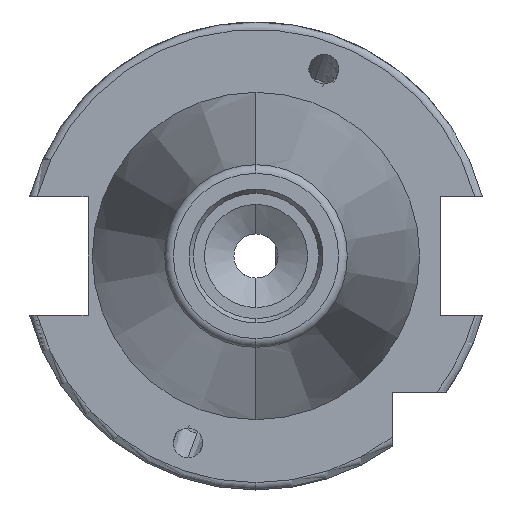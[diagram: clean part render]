
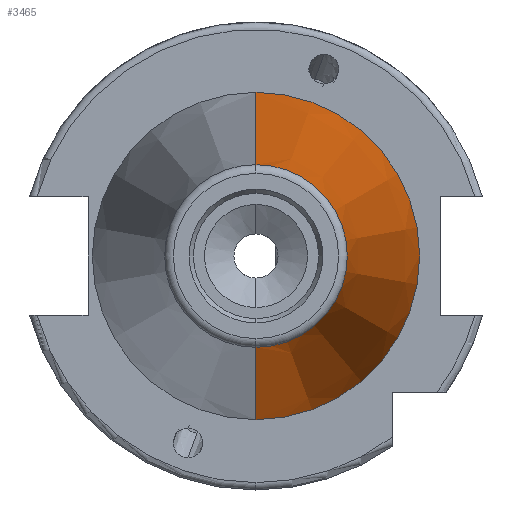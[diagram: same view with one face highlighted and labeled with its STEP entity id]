
A CAD part, left-side view. The second image highlights one B-rep face of the part: STEP entity #3465.
In plain terms, the highlighted conical face has half-angle 8.297 degrees and reference radius 22.225 mm.
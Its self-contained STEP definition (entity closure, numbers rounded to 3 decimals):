
#303 = DIRECTION ( 'NONE',  ( 0.99, 0., -0.144 ) ) ;
#304 = VECTOR ( 'NONE', #303, 1000. ) ;
#475 = CARTESIAN_POINT ( 'NONE',  ( 0., 0., -22.225 ) ) ;
#476 = LINE ( 'NONE', #475, #304 ) ;
#477 = DIRECTION ( 'NONE',  ( 1., 0., 0. ) ) ;
#478 = AXIS2_PLACEMENT_3D ( 'NONE', #479, #477, #529 ) ;
#479 = CARTESIAN_POINT ( 'NONE',  ( 0., 0., 0. ) ) ;
#480 = CONICAL_SURFACE ( 'NONE', #478, 22.225, 0.145 ) ;
#481 = DIRECTION ( 'NONE',  ( 0., 0., -1. ) ) ;
#482 = DIRECTION ( 'NONE',  ( -1., 0., 0. ) ) ;
#483 = CARTESIAN_POINT ( 'NONE',  ( -67.373, 0., 0. ) ) ;
#484 = AXIS2_PLACEMENT_3D ( 'NONE', #483, #482, #481 ) ;
#493 = CARTESIAN_POINT ( 'NONE',  ( 0., 0., 22.225 ) ) ;
#525 = CIRCLE ( 'NONE', #484, 12.4 ) ;
#526 = FACE_OUTER_BOUND ( 'NONE', #3530, .T. ) ;
#529 = DIRECTION ( 'NONE',  ( 0., 0., 1. ) ) ;
#531 = CARTESIAN_POINT ( 'NONE',  ( -67.373, 0., 12.4 ) ) ;
#548 = DIRECTION ( 'NONE',  ( 0.99, 0., 0.144 ) ) ;
#549 = VECTOR ( 'NONE', #548, 1000. ) ;
#550 = CARTESIAN_POINT ( 'NONE',  ( 0., 0., 22.225 ) ) ;
#551 = LINE ( 'NONE', #550, #549 ) ;
#3433 = EDGE_CURVE ( 'NONE', #3537, #3535, #476, .T. ) ;
#3437 = ORIENTED_EDGE ( 'NONE', *, *, #3527, .T. ) ;
#3445 = VERTEX_POINT ( 'NONE', #493 ) ;
#3458 = ORIENTED_EDGE ( 'NONE', *, *, #3491, .F. ) ;
#3463 = ORIENTED_EDGE ( 'NONE', *, *, #3464, .F. ) ;
#3464 = EDGE_CURVE ( 'NONE', #3537, #3469, #525, .T. ) ;
#3465 = ADVANCED_FACE ( 'NONE', ( #526 ), #480, .T. ) ;
#3469 = VERTEX_POINT ( 'NONE', #531 ) ;
#3491 = EDGE_CURVE ( 'NONE', #3469, #3445, #551, .T. ) ;
#3522 = ORIENTED_EDGE ( 'NONE', *, *, #3433, .T. ) ;
#3527 = EDGE_CURVE ( 'NONE', #3535, #3445, #4624, .T. ) ;
#3530 = EDGE_LOOP ( 'NONE', ( #3463, #3522, #3437, #3458 ) ) ;
#3535 = VERTEX_POINT ( 'NONE', #4636 ) ;
#3537 = VERTEX_POINT ( 'NONE', #4633 ) ;
#4624 = CIRCLE ( 'NONE', #4629, 22.225 ) ;
#4626 = DIRECTION ( 'NONE',  ( 0., 0., -1. ) ) ;
#4627 = DIRECTION ( 'NONE',  ( -1., 0., 0. ) ) ;
#4628 = CARTESIAN_POINT ( 'NONE',  ( 0., 0., 0. ) ) ;
#4629 = AXIS2_PLACEMENT_3D ( 'NONE', #4628, #4627, #4626 ) ;
#4633 = CARTESIAN_POINT ( 'NONE',  ( -67.373, 0., -12.4 ) ) ;
#4636 = CARTESIAN_POINT ( 'NONE',  ( 0., 0., -22.225 ) ) ;
